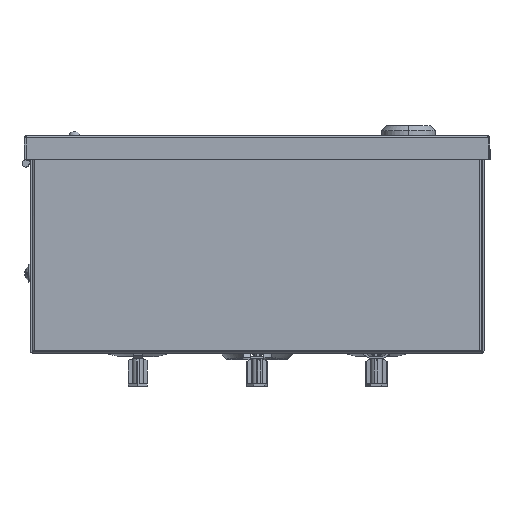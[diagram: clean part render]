
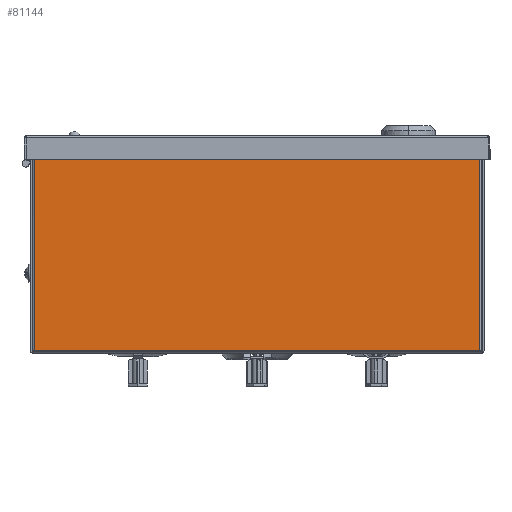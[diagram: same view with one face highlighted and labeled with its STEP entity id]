
A CAD part, front view. The second image highlights one B-rep face of the part: STEP entity #81144.
In plain terms, the highlighted planar face has unit normal (0, -1, 0).
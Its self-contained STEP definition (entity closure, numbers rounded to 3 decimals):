
#431 = ORIENTED_EDGE ( 'NONE', *, *, #68666, .T. ) ;
#4832 = PLANE ( 'NONE',  #139497 ) ;
#5781 = VECTOR ( 'NONE', #14952, 1000. ) ;
#6034 = VERTEX_POINT ( 'NONE', #90984 ) ;
#14952 = DIRECTION ( 'NONE',  ( 0., 0., 1. ) ) ;
#16104 = LINE ( 'NONE', #60952, #84686 ) ;
#22814 = LINE ( 'NONE', #110878, #77743 ) ;
#26203 = ORIENTED_EDGE ( 'NONE', *, *, #36836, .T. ) ;
#26894 = DIRECTION ( 'NONE',  ( -1., 0., 0. ) ) ;
#27478 = ORIENTED_EDGE ( 'NONE', *, *, #74345, .F. ) ;
#36836 = EDGE_CURVE ( 'NONE', #79704, #63533, #37706, .T. ) ;
#37397 = VECTOR ( 'NONE', #26894, 1000. ) ;
#37706 = LINE ( 'NONE', #39139, #5781 ) ;
#39139 = CARTESIAN_POINT ( 'NONE',  ( 93.2, -145., 0.1 ) ) ;
#42082 = EDGE_CURVE ( 'NONE', #63533, #81716, #16104, .T. ) ;
#46747 = DIRECTION ( 'NONE',  ( 0., 0., 1. ) ) ;
#47521 = LINE ( 'NONE', #60008, #37397 ) ;
#49898 = DIRECTION ( 'NONE',  ( -1., 0., 0. ) ) ;
#50905 = CARTESIAN_POINT ( 'NONE',  ( -93.2, -145., 88.6 ) ) ;
#60008 = CARTESIAN_POINT ( 'NONE',  ( -94.1, -145., 0.1 ) ) ;
#60952 = CARTESIAN_POINT ( 'NONE',  ( 0., -145., 88.6 ) ) ;
#63533 = VERTEX_POINT ( 'NONE', #125784 ) ;
#67638 = DIRECTION ( 'NONE',  ( 0., 0., -1. ) ) ;
#68666 = EDGE_CURVE ( 'NONE', #81716, #6034, #22814, .T. ) ;
#71648 = DIRECTION ( 'NONE',  ( 0., 1., 0. ) ) ;
#74345 = EDGE_CURVE ( 'NONE', #79704, #6034, #47521, .T. ) ;
#76280 = EDGE_LOOP ( 'NONE', ( #26203, #83539, #431, #27478 ) ) ;
#77743 = VECTOR ( 'NONE', #67638, 1000. ) ;
#79704 = VERTEX_POINT ( 'NONE', #101202 ) ;
#81144 = ADVANCED_FACE ( 'NONE', ( #113441 ), #4832, .F. ) ;
#81716 = VERTEX_POINT ( 'NONE', #50905 ) ;
#82677 = CARTESIAN_POINT ( 'NONE',  ( 0., -145., 0. ) ) ;
#83539 = ORIENTED_EDGE ( 'NONE', *, *, #42082, .T. ) ;
#84686 = VECTOR ( 'NONE', #49898, 1000. ) ;
#90984 = CARTESIAN_POINT ( 'NONE',  ( -93.2, -145., 0.1 ) ) ;
#101202 = CARTESIAN_POINT ( 'NONE',  ( 93.2, -145., 0.1 ) ) ;
#110878 = CARTESIAN_POINT ( 'NONE',  ( -93.2, -145., 88.6 ) ) ;
#113441 = FACE_OUTER_BOUND ( 'NONE', #76280, .T. ) ;
#125784 = CARTESIAN_POINT ( 'NONE',  ( 93.2, -145., 88.6 ) ) ;
#139497 = AXIS2_PLACEMENT_3D ( 'NONE', #82677, #71648, #46747 ) ;
